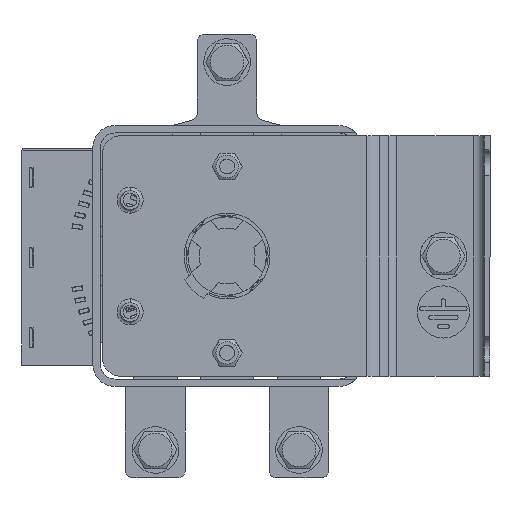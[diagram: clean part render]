
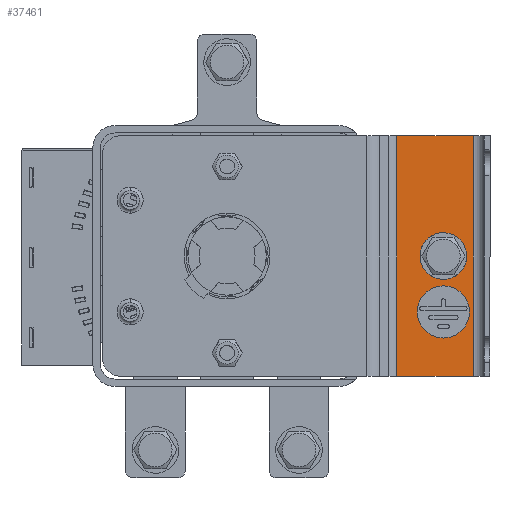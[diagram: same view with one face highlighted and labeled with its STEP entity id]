
A CAD part, left-side view. The second image highlights one B-rep face of the part: STEP entity #37461.
In plain terms, the highlighted planar face has unit normal (-1, 0, 0).
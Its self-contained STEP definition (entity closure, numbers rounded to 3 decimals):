
#35659 = EDGE_CURVE ( 'NONE', #35662, #35875, #81375, .T. ) ;
#35662 = VERTEX_POINT ( 'NONE', #81349 ) ;
#35875 = VERTEX_POINT ( 'NONE', #81910 ) ;
#36127 = EDGE_CURVE ( 'NONE', #36130, #36134, #82534, .T. ) ;
#36130 = VERTEX_POINT ( 'NONE', #82530 ) ;
#36134 = VERTEX_POINT ( 'NONE', #82519 ) ;
#36549 = VERTEX_POINT ( 'NONE', #82879 ) ;
#36630 = EDGE_CURVE ( 'NONE', #36549, #36633, #82993, .T. ) ;
#36633 = VERTEX_POINT ( 'NONE', #82988 ) ;
#37366 = VERTEX_POINT ( 'NONE', #83709 ) ;
#37453 = EDGE_CURVE ( 'NONE', #36633, #36549, #83819, .T. ) ;
#37461 = ADVANCED_FACE ( 'NONE', ( #83809, #83808, #83807 ), #83806, .F. ) ;
#37463 = EDGE_LOOP ( 'NONE', ( #37472, #37482 ) ) ;
#37472 = ORIENTED_EDGE ( 'NONE', *, *, #37453, .F. ) ;
#37482 = ORIENTED_EDGE ( 'NONE', *, *, #36630, .F. ) ;
#37485 = EDGE_LOOP ( 'NONE', ( #37493, #37665 ) ) ;
#37493 = ORIENTED_EDGE ( 'NONE', *, *, #37501, .T. ) ;
#37501 = EDGE_CURVE ( 'NONE', #37366, #37656, #83833, .T. ) ;
#37574 = EDGE_CURVE ( 'NONE', #35662, #36130, #83952, .T. ) ;
#37656 = VERTEX_POINT ( 'NONE', #84001 ) ;
#37665 = ORIENTED_EDGE ( 'NONE', *, *, #37670, .T. ) ;
#37670 = EDGE_CURVE ( 'NONE', #37656, #37366, #83990, .T. ) ;
#37675 = EDGE_LOOP ( 'NONE', ( #37685, #37693, #37707, #90997 ) ) ;
#37685 = ORIENTED_EDGE ( 'NONE', *, *, #35659, .T. ) ;
#37693 = ORIENTED_EDGE ( 'NONE', *, *, #37701, .T. ) ;
#37701 = EDGE_CURVE ( 'NONE', #35875, #36134, #84029, .T. ) ;
#37707 = ORIENTED_EDGE ( 'NONE', *, *, #36127, .F. ) ;
#81349 = CARTESIAN_POINT ( 'NONE',  ( -154.189, -41.919, -32.25 ) ) ;
#81364 = DIRECTION ( 'NONE',  ( 0., 0., 1. ) ) ;
#81365 = VECTOR ( 'NONE', #81364, 1000. ) ;
#81367 = CARTESIAN_POINT ( 'NONE',  ( -154.189, -41.919, -32.25 ) ) ;
#81375 = LINE ( 'NONE', #81367, #81365 ) ;
#81910 = CARTESIAN_POINT ( 'NONE',  ( -154.189, -41.919, 32.25 ) ) ;
#82519 = CARTESIAN_POINT ( 'NONE',  ( -154.189, -21.419, 32.25 ) ) ;
#82530 = CARTESIAN_POINT ( 'NONE',  ( -154.189, -21.419, -32.25 ) ) ;
#82531 = DIRECTION ( 'NONE',  ( 0., 0., 1. ) ) ;
#82532 = VECTOR ( 'NONE', #82531, 1000. ) ;
#82533 = CARTESIAN_POINT ( 'NONE',  ( -154.189, -21.419, -32.25 ) ) ;
#82534 = LINE ( 'NONE', #82533, #82532 ) ;
#82879 = CARTESIAN_POINT ( 'NONE',  ( -154.189, -40.919, -15. ) ) ;
#82988 = CARTESIAN_POINT ( 'NONE',  ( -154.189, -26.919, -15. ) ) ;
#82989 = DIRECTION ( 'NONE',  ( 0., 1., 0. ) ) ;
#82990 = DIRECTION ( 'NONE',  ( -1., 0., 0. ) ) ;
#82991 = CARTESIAN_POINT ( 'NONE',  ( -154.189, -33.919, -15. ) ) ;
#82992 = AXIS2_PLACEMENT_3D ( 'NONE', #82991, #82990, #82989 ) ;
#82993 = CIRCLE ( 'NONE', #82992, 7. ) ;
#83709 = CARTESIAN_POINT ( 'NONE',  ( -154.189, -37.419, 0. ) ) ;
#83802 = DIRECTION ( 'NONE',  ( 0., -1., 0. ) ) ;
#83803 = DIRECTION ( 'NONE',  ( 1., 0., 0. ) ) ;
#83804 = CARTESIAN_POINT ( 'NONE',  ( -154.189, -41.919, -32.25 ) ) ;
#83805 = AXIS2_PLACEMENT_3D ( 'NONE', #83804, #83803, #83802 ) ;
#83806 = PLANE ( 'NONE',  #83805 ) ;
#83807 = FACE_OUTER_BOUND ( 'NONE', #37675, .T. ) ;
#83808 = FACE_BOUND ( 'NONE', #37485, .T. ) ;
#83809 = FACE_BOUND ( 'NONE', #37463, .T. ) ;
#83815 = DIRECTION ( 'NONE',  ( 0., 1., 0. ) ) ;
#83816 = DIRECTION ( 'NONE',  ( -1., 0., 0. ) ) ;
#83817 = CARTESIAN_POINT ( 'NONE',  ( -154.189, -33.919, -15. ) ) ;
#83818 = AXIS2_PLACEMENT_3D ( 'NONE', #83817, #83816, #83815 ) ;
#83819 = CIRCLE ( 'NONE', #83818, 7. ) ;
#83829 = DIRECTION ( 'NONE',  ( 0., -1., 0. ) ) ;
#83830 = DIRECTION ( 'NONE',  ( 1., 0., 0. ) ) ;
#83831 = CARTESIAN_POINT ( 'NONE',  ( -154.189, -33.919, 0. ) ) ;
#83832 = AXIS2_PLACEMENT_3D ( 'NONE', #83831, #83830, #83829 ) ;
#83833 = CIRCLE ( 'NONE', #83832, 3.5 ) ;
#83949 = DIRECTION ( 'NONE',  ( 0., 1., 0. ) ) ;
#83950 = VECTOR ( 'NONE', #83949, 1000. ) ;
#83951 = CARTESIAN_POINT ( 'NONE',  ( -154.189, -41.919, -32.25 ) ) ;
#83952 = LINE ( 'NONE', #83951, #83950 ) ;
#83986 = DIRECTION ( 'NONE',  ( 0., -1., 0. ) ) ;
#83987 = DIRECTION ( 'NONE',  ( 1., 0., 0. ) ) ;
#83988 = CARTESIAN_POINT ( 'NONE',  ( -154.189, -33.919, 0. ) ) ;
#83989 = AXIS2_PLACEMENT_3D ( 'NONE', #83988, #83987, #83986 ) ;
#83990 = CIRCLE ( 'NONE', #83989, 3.5 ) ;
#84001 = CARTESIAN_POINT ( 'NONE',  ( -154.189, -30.419, 0. ) ) ;
#84021 = DIRECTION ( 'NONE',  ( 0., 1., 0. ) ) ;
#84022 = VECTOR ( 'NONE', #84021, 1000. ) ;
#84023 = CARTESIAN_POINT ( 'NONE',  ( -154.189, -41.919, 32.25 ) ) ;
#84029 = LINE ( 'NONE', #84023, #84022 ) ;
#90997 = ORIENTED_EDGE ( 'NONE', *, *, #37574, .F. ) ;
